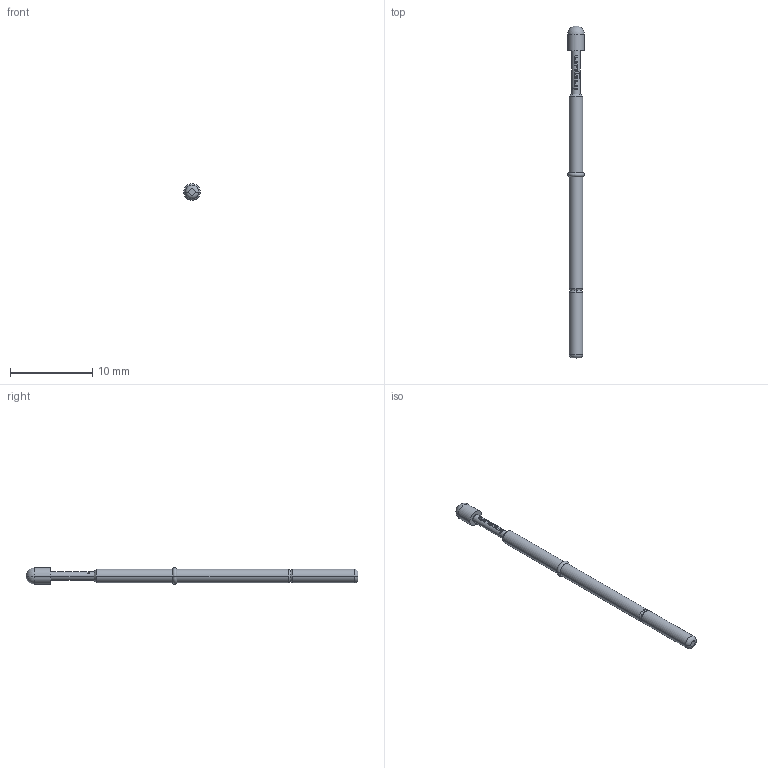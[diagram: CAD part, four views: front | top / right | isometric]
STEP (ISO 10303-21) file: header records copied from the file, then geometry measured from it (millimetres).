
FILE_DESCRIPTION (( 'STEP AP203' ), '1' );
FILE_NAME ('INGUN_GKS-112_305_200_A_xx10.STEP', '2020-08-10T10:47:24', ( '' ), ( '' ), 'SwSTEP 2.0', 'SolidWorks 2018', '' );
FILE_SCHEMA (( 'CONFIG_CONTROL_DESIGN' ));
Length unit declared in the file: millimetre
Products named in the file (1): INGUN_GKS-112_305_200_A_xx10
Bounding box: 2 x 40.3 x 2 mm (x, y, z)
Volume: 80.8 mm3; surface area: 207.6 mm2
Topology: 1 solids, 1 shells, 93 faces, 242 edges, 157 vertices
Faces by surface type: bspline 48, plane 17, cylinder 16, torus 8, sphere 2, cone 2
Entity records: 3940 total; most frequent: CARTESIAN_POINT 2082, ORIENTED_EDGE 476, EDGE_CURVE 238, B_SPLINE_CURVE_WITH_KNOTS 186, DIRECTION 184, VERTEX_POINT 155, EDGE_LOOP 101, ADVANCED_FACE 93
